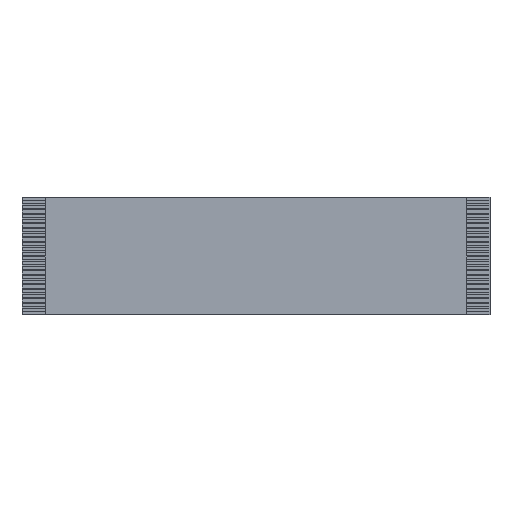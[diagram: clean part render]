
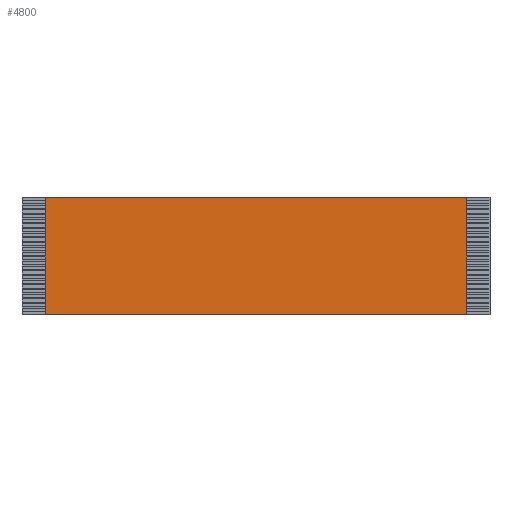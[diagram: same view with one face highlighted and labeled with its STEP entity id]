
A CAD part, top view. The second image highlights one B-rep face of the part: STEP entity #4800.
In plain terms, the highlighted planar face has unit normal (0, 0, 1).
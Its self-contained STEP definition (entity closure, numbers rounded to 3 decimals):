
#1021=ORIENTED_EDGE('',*,*,#1453,.T.);
#1022=ORIENTED_EDGE('',*,*,#1602,.F.);
#1023=ORIENTED_EDGE('',*,*,#1450,.F.);
#1024=ORIENTED_EDGE('',*,*,#1601,.T.);
#1450=EDGE_CURVE('',#1915,#1916,#2292,.T.);
#1453=EDGE_CURVE('',#1918,#1917,#2295,.T.);
#1601=EDGE_CURVE('',#1915,#1918,#2443,.T.);
#1602=EDGE_CURVE('',#1916,#1917,#2444,.T.);
#1915=VERTEX_POINT('',#6578);
#1916=VERTEX_POINT('',#6580);
#1917=VERTEX_POINT('',#6584);
#1918=VERTEX_POINT('',#6586);
#2292=LINE('',#6579,#2818);
#2295=LINE('',#6585,#2821);
#2443=LINE('',#6835,#2969);
#2444=LINE('',#6837,#2970);
#2818=VECTOR('',#5469,1000.);
#2821=VECTOR('',#5474,1000.);
#2969=VECTOR('',#5824,1000.);
#2970=VECTOR('',#5827,1000.);
#3133=EDGE_LOOP('',(#1021,#1022,#1023,#1024));
#3297=FACE_BOUND('',#3133,.T.);
#3461=PLANE('',#4971);
#4800=ADVANCED_FACE('',(#3297),#3461,.F.);
#4971=AXIS2_PLACEMENT_3D('',#6836,#5825,#5826);
#5469=DIRECTION('',(1.,0.,0.));
#5474=DIRECTION('',(1.,0.,0.));
#5824=DIRECTION('',(0.,-1.,0.));
#5825=DIRECTION('',(0.,0.,-1.));
#5826=DIRECTION('',(-1.,0.,0.));
#5827=DIRECTION('',(0.,-1.,0.));
#6578=CARTESIAN_POINT('',(-45.,12.5,0.138));
#6579=CARTESIAN_POINT('',(-45.,12.5,0.138));
#6580=CARTESIAN_POINT('',(45.,12.5,0.138));
#6584=CARTESIAN_POINT('',(45.,-12.5,0.138));
#6585=CARTESIAN_POINT('',(-45.,-12.5,0.138));
#6586=CARTESIAN_POINT('',(-45.,-12.5,0.138));
#6835=CARTESIAN_POINT('',(-45.,12.5,0.138));
#6836=CARTESIAN_POINT('',(-45.,12.5,0.138));
#6837=CARTESIAN_POINT('',(45.,12.5,0.138));
